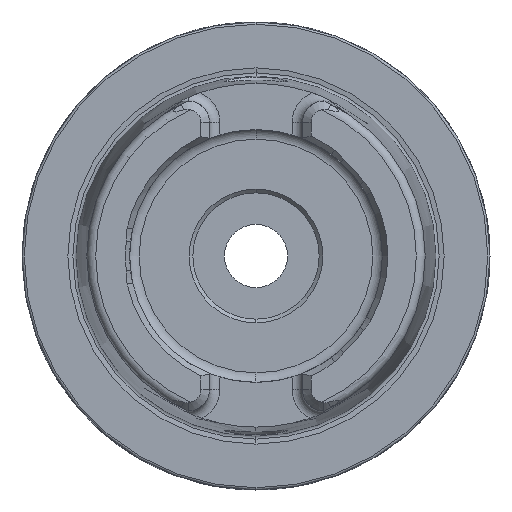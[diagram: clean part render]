
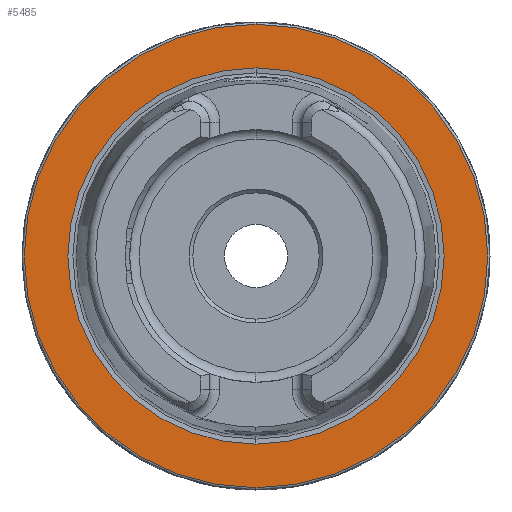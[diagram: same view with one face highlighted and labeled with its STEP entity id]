
A CAD part, left-side view. The second image highlights one B-rep face of the part: STEP entity #5485.
In plain terms, the highlighted planar face has unit normal (-1, 0, 0).
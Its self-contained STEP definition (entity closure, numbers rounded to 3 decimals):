
#220 = AXIS2_PLACEMENT_3D ( 'NONE', #3202, #3203, #3204 ) ;
#259 = AXIS2_PLACEMENT_3D ( 'NONE', #4540, #4541, #4542 ) ;
#607 = EDGE_CURVE ( 'NONE', #854, #855, #1874, .T. ) ;
#847 = VERTEX_POINT ( 'NONE', #3775 ) ;
#852 = VERTEX_POINT ( 'NONE', #3780 ) ;
#854 = VERTEX_POINT ( 'NONE', #3782 ) ;
#855 = VERTEX_POINT ( 'NONE', #3783 ) ;
#953 = EDGE_LOOP ( 'NONE', ( #10344, #10345 ) ) ;
#957 = EDGE_LOOP ( 'NONE', ( #10346, #10347 ) ) ;
#1070 = EDGE_CURVE ( 'NONE', #855, #854, #2002, .T. ) ;
#1071 = EDGE_CURVE ( 'NONE', #852, #847, #2003, .T. ) ;
#1249 = EDGE_CURVE ( 'NONE', #847, #852, #5158, .T. ) ;
#1874 = CIRCLE ( 'NONE', #220, 31.2 ) ;
#2002 = CIRCLE ( 'NONE', #259, 31.2 ) ;
#2003 = CIRCLE ( 'NONE', #4786, 25.324 ) ;
#3202 = CARTESIAN_POINT ( 'NONE',  ( 0., 0., 0. ) ) ;
#3203 = DIRECTION ( 'NONE',  ( -1., 0., 0. ) ) ;
#3204 = DIRECTION ( 'NONE',  ( 0., 0., 1. ) ) ;
#3775 = CARTESIAN_POINT ( 'NONE',  ( 0., 0., -25.324 ) ) ;
#3780 = CARTESIAN_POINT ( 'NONE',  ( 0., 0., 25.324 ) ) ;
#3782 = CARTESIAN_POINT ( 'NONE',  ( 0., 0., 31.2 ) ) ;
#3783 = CARTESIAN_POINT ( 'NONE',  ( 0., 0., -31.2 ) ) ;
#4540 = CARTESIAN_POINT ( 'NONE',  ( 0., 0., 0. ) ) ;
#4541 = DIRECTION ( 'NONE',  ( -1., 0., 0. ) ) ;
#4542 = DIRECTION ( 'NONE',  ( 0., 0., 1. ) ) ;
#4543 = CARTESIAN_POINT ( 'NONE',  ( 0., 0., 0. ) ) ;
#4544 = DIRECTION ( 'NONE',  ( -1., 0., 0. ) ) ;
#4545 = DIRECTION ( 'NONE',  ( 0., 0., 1. ) ) ;
#4786 = AXIS2_PLACEMENT_3D ( 'NONE', #4543, #4544, #4545 ) ;
#4857 = AXIS2_PLACEMENT_3D ( 'NONE', #6114, #6115, #6116 ) ;
#5158 = CIRCLE ( 'NONE', #4857, 25.324 ) ;
#5485 = ADVANCED_FACE ( 'NONE', ( #7474, #7470 ), #7995, .F. ) ;
#6114 = CARTESIAN_POINT ( 'NONE',  ( 0., 0., 0. ) ) ;
#6115 = DIRECTION ( 'NONE',  ( -1., 0., 0. ) ) ;
#6116 = DIRECTION ( 'NONE',  ( 0., 0., 1. ) ) ;
#7470 = FACE_OUTER_BOUND ( 'NONE', #957, .T. ) ;
#7474 = FACE_BOUND ( 'NONE', #953, .T. ) ;
#7992 = CARTESIAN_POINT ( 'NONE',  ( 0., 31.2, 0. ) ) ;
#7995 = PLANE ( 'NONE',  #8186 ) ;
#7997 = DIRECTION ( 'NONE',  ( 1., 0., 0. ) ) ;
#7998 = DIRECTION ( 'NONE',  ( 0., 0., -1. ) ) ;
#8186 = AXIS2_PLACEMENT_3D ( 'NONE', #7992, #7997, #7998 ) ;
#10344 = ORIENTED_EDGE ( 'NONE', *, *, #1071, .F. ) ;
#10345 = ORIENTED_EDGE ( 'NONE', *, *, #1249, .F. ) ;
#10346 = ORIENTED_EDGE ( 'NONE', *, *, #607, .T. ) ;
#10347 = ORIENTED_EDGE ( 'NONE', *, *, #1070, .T. ) ;
